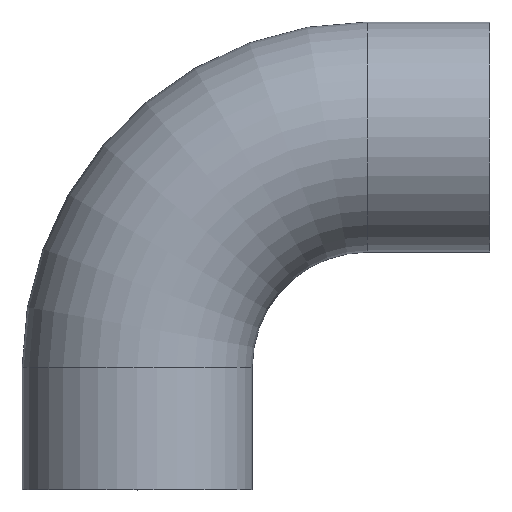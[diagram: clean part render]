
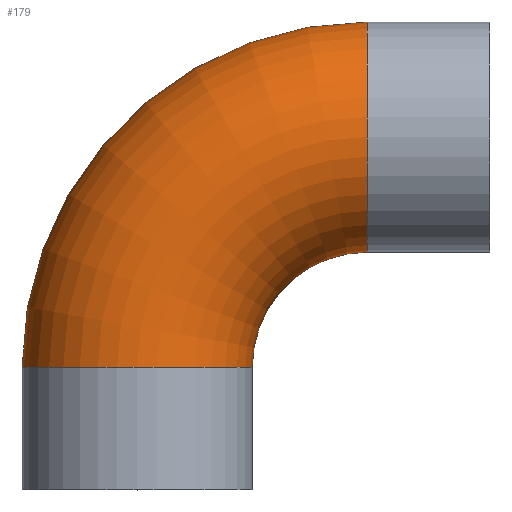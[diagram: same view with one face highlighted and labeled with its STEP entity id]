
A CAD part, top view. The second image highlights one B-rep face of the part: STEP entity #179.
In plain terms, the highlighted toroidal (fillet/blend) face has major radius 280 mm and minor radius 140 mm.
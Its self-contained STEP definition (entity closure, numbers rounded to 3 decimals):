
#103 = VERTEX_POINT( '', #240 );
#121 = VERTEX_POINT( '', #258 );
#125 = EDGE_CURVE( '', #121, #197, #263, .T. );
#143 = EDGE_CURVE( '', #121, #147, #283, .T. );
#147 = VERTEX_POINT( '', #287 );
#153 = EDGE_CURVE( '', #103, #147, #294, .T. );
#179 = ADVANCED_FACE( '', ( #326 ), #327, .T. );
#181 = EDGE_CURVE( '', #197, #103, #329, .T. );
#197 = VERTEX_POINT( '', #347 );
#240 = CARTESIAN_POINT( '', ( 140., 149., 0. ) );
#258 = CARTESIAN_POINT( '', ( 280., 569., 0. ) );
#263 = CIRCLE( '', #419, 420. );
#283 = CIRCLE( '', #445, 140. );
#287 = CARTESIAN_POINT( '', ( 280., 289., 0. ) );
#294 = CIRCLE( '', #458, 140. );
#326 = FACE_OUTER_BOUND( '', #497, .T. );
#327 = TOROIDAL_SURFACE( '', #498, 280., 140. );
#329 = CIRCLE( '', #501, 140. );
#347 = CARTESIAN_POINT( '', ( -140., 149., 0. ) );
#419 = AXIS2_PLACEMENT_3D( '', #588, #589, #590 );
#445 = AXIS2_PLACEMENT_3D( '', #612, #613, #614 );
#458 = AXIS2_PLACEMENT_3D( '', #626, #627, #628 );
#497 = EDGE_LOOP( '', ( #673, #674, #675, #676 ) );
#498 = AXIS2_PLACEMENT_3D( '', #677, #678, #679 );
#501 = AXIS2_PLACEMENT_3D( '', #680, #681, #682 );
#588 = CARTESIAN_POINT( '', ( 280., 149., 0. ) );
#589 = DIRECTION( '', ( 0., 0., 1. ) );
#590 = DIRECTION( '', ( 1., 0., 0. ) );
#612 = CARTESIAN_POINT( '', ( 280., 429., 0. ) );
#613 = DIRECTION( '', ( 1., 0., 0. ) );
#614 = DIRECTION( '', ( 0., -1., 0. ) );
#626 = CARTESIAN_POINT( '', ( 280., 149., 0. ) );
#627 = DIRECTION( '', ( 0., 0., -1. ) );
#628 = DIRECTION( '', ( 1., 0., 0. ) );
#673 = ORIENTED_EDGE( '', *, *, #125, .T. );
#674 = ORIENTED_EDGE( '', *, *, #181, .T. );
#675 = ORIENTED_EDGE( '', *, *, #153, .T. );
#676 = ORIENTED_EDGE( '', *, *, #143, .F. );
#677 = CARTESIAN_POINT( '', ( 280., 149., 0. ) );
#678 = DIRECTION( '', ( 0., 0., 1. ) );
#679 = DIRECTION( '', ( 1., 0., 0. ) );
#680 = CARTESIAN_POINT( '', ( 0., 149., 0. ) );
#681 = DIRECTION( '', ( 0., 1., 0. ) );
#682 = DIRECTION( '', ( 1., 0., 0. ) );
